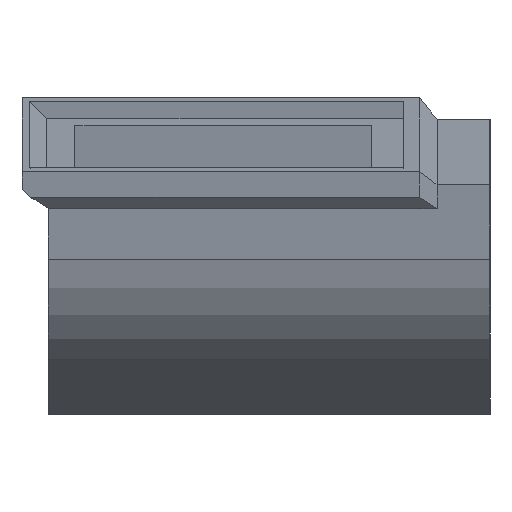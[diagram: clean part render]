
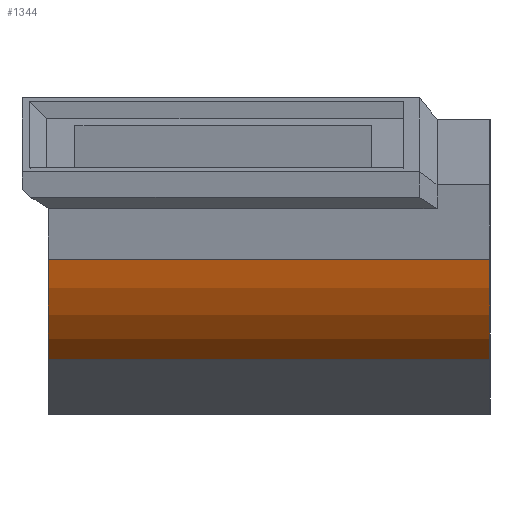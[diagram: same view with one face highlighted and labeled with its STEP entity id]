
A CAD part, left-side view. The second image highlights one B-rep face of the part: STEP entity #1344.
In plain terms, the highlighted cylindrical face has radius 10 mm (diameter 20 mm), a partial arc.
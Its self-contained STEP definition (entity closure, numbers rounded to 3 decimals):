
#22=CYLINDRICAL_SURFACE('',#1448,10.);
#23=CIRCLE('',#1380,10.);
#38=CIRCLE('',#1449,10.);
#118=FACE_OUTER_BOUND('',#196,.T.);
#196=EDGE_LOOP('',(#1171,#1172,#1173,#1174));
#231=LINE('',#1866,#398);
#366=LINE('',#2172,#533);
#398=VECTOR('',#1497,10.);
#533=VECTOR('',#1792,10.);
#561=VERTEX_POINT('',#1863);
#562=VERTEX_POINT('',#1865);
#586=VERTEX_POINT('',#1931);
#653=VERTEX_POINT('',#2171);
#683=EDGE_CURVE('',#562,#561,#231,.T.);
#717=EDGE_CURVE('',#561,#586,#23,.T.);
#835=EDGE_CURVE('',#586,#653,#366,.T.);
#836=EDGE_CURVE('',#653,#562,#38,.T.);
#1171=ORIENTED_EDGE('',*,*,#717,.T.);
#1172=ORIENTED_EDGE('',*,*,#835,.T.);
#1173=ORIENTED_EDGE('',*,*,#836,.T.);
#1174=ORIENTED_EDGE('',*,*,#683,.T.);
#1344=ADVANCED_FACE('',(#118),#22,.T.);
#1380=AXIS2_PLACEMENT_3D('',#1933,#1551,#1552);
#1448=AXIS2_PLACEMENT_3D('',#2170,#1790,#1791);
#1449=AXIS2_PLACEMENT_3D('',#2173,#1793,#1794);
#1497=DIRECTION('',(0.,1.,0.));
#1551=DIRECTION('center_axis',(0.,-1.,0.));
#1552=DIRECTION('ref_axis',(-0.829,0.,-0.559));
#1790=DIRECTION('center_axis',(0.,1.,0.));
#1791=DIRECTION('ref_axis',(-0.829,0.,-0.559));
#1792=DIRECTION('',(0.,-1.,0.));
#1793=DIRECTION('center_axis',(0.,1.,0.));
#1794=DIRECTION('ref_axis',(-0.829,0.,-0.559));
#1863=CARTESIAN_POINT('',(-28.663,29.5,-25.947));
#1865=CARTESIAN_POINT('',(-28.663,4.5,-25.947));
#1866=CARTESIAN_POINT('',(-28.663,4.5,-25.947));
#1931=CARTESIAN_POINT('',(-24.85,29.5,-31.609));
#1933=CARTESIAN_POINT('Origin',(-18.96,29.5,-23.528));
#2170=CARTESIAN_POINT('Origin',(-18.96,4.5,-23.528));
#2171=CARTESIAN_POINT('',(-24.85,4.5,-31.609));
#2172=CARTESIAN_POINT('',(-24.85,4.5,-31.609));
#2173=CARTESIAN_POINT('Origin',(-18.96,4.5,-23.528));
